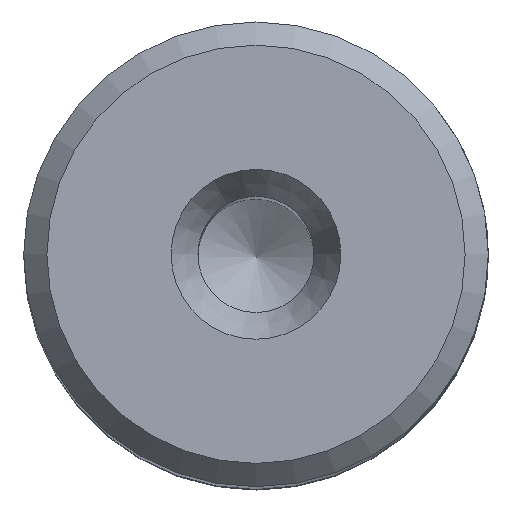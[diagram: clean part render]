
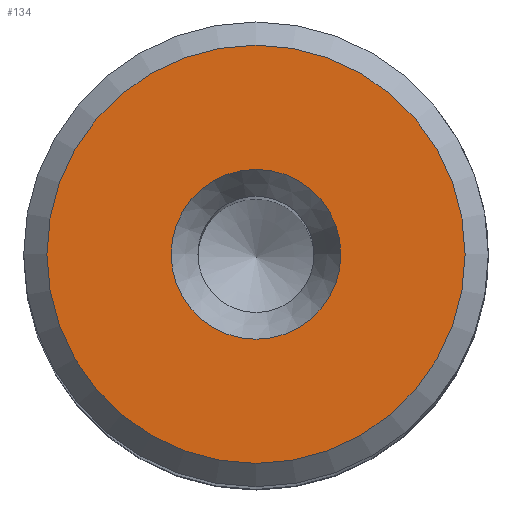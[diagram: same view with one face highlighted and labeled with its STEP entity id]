
A CAD part, top view. The second image highlights one B-rep face of the part: STEP entity #134.
In plain terms, the highlighted planar face has unit normal (0, 0, 1).
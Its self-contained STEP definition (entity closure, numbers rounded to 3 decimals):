
#41=PLANE('',#876);
#134=ADVANCED_FACE('',(#357,#358),#41,.F.);
#357=FACE_BOUND('',#476,.T.);
#358=FACE_BOUND('',#477,.T.);
#476=EDGE_LOOP('',(#599));
#477=EDGE_LOOP('',(#600));
#599=ORIENTED_EDGE('',*,*,#749,.T.);
#600=ORIENTED_EDGE('',*,*,#750,.F.);
#685=VERTEX_POINT('',#1534);
#686=VERTEX_POINT('',#1536);
#749=EDGE_CURVE('',#685,#685,#809,.T.);
#750=EDGE_CURVE('',#686,#686,#810,.T.);
#809=CIRCLE('',#874,9.);
#810=CIRCLE('',#875,3.655);
#874=AXIS2_PLACEMENT_3D('',#1533,#1050,#1051);
#875=AXIS2_PLACEMENT_3D('',#1535,#1052,#1053);
#876=AXIS2_PLACEMENT_3D('',#1537,#1054,#1055);
#1050=DIRECTION('',(0.,0.,1.));
#1051=DIRECTION('',(-1.,0.,0.));
#1052=DIRECTION('',(0.,0.,1.));
#1053=DIRECTION('',(1.,0.,0.));
#1054=DIRECTION('',(0.,0.,-1.));
#1055=DIRECTION('',(-1.,0.,0.));
#1533=CARTESIAN_POINT('',(0.,0.,58.));
#1534=CARTESIAN_POINT('',(-9.,0.,58.));
#1535=CARTESIAN_POINT('',(0.,0.,58.));
#1536=CARTESIAN_POINT('',(3.655,0.,58.));
#1537=CARTESIAN_POINT('',(10.,0.,58.));
